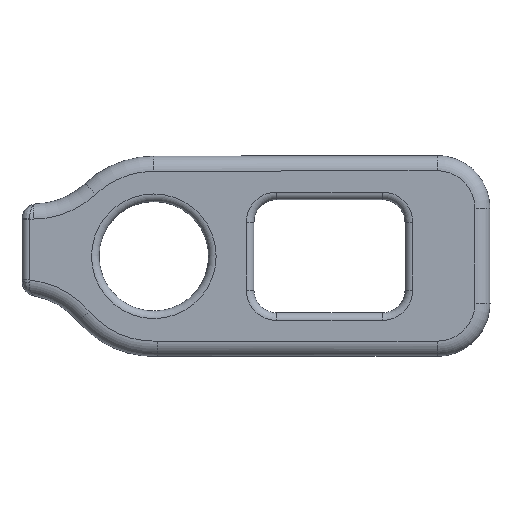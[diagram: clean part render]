
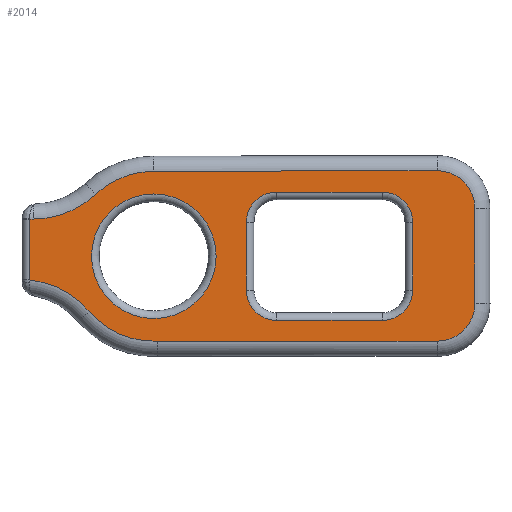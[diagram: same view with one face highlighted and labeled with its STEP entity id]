
A CAD part, top view. The second image highlights one B-rep face of the part: STEP entity #2014.
In plain terms, the highlighted planar face has unit normal (0, 0, 1).
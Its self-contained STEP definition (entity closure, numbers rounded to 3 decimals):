
#22=FACE_BOUND('',#594,.T.);
#23=FACE_BOUND('',#595,.T.);
#167=LINE('',#3400,#288);
#169=LINE('',#3410,#290);
#171=LINE('',#3422,#292);
#172=LINE('',#3429,#293);
#175=LINE('',#3437,#296);
#176=LINE('',#3443,#297);
#177=LINE('',#3447,#298);
#178=LINE('',#3451,#299);
#179=LINE('',#3456,#300);
#288=VECTOR('',#2602,10.);
#290=VECTOR('',#2614,10.);
#292=VECTOR('',#2628,10.);
#293=VECTOR('',#2639,10.);
#296=VECTOR('',#2648,10.);
#297=VECTOR('',#2653,10.);
#298=VECTOR('',#2656,10.);
#299=VECTOR('',#2659,10.);
#300=VECTOR('',#2664,10.);
#367=PLANE('',#2216);
#464=FACE_OUTER_BOUND('',#593,.T.);
#593=EDGE_LOOP('',(#1542,#1543,#1544,#1545,#1546,#1547,#1548,#1549,#1550,
#1551,#1552));
#594=EDGE_LOOP('',(#1553));
#595=EDGE_LOOP('',(#1554,#1555,#1556,#1557,#1558,#1559,#1560,#1561));
#736=CIRCLE('',#2194,4.);
#740=CIRCLE('',#2200,4.);
#744=CIRCLE('',#2206,4.);
#748=CIRCLE('',#2212,4.);
#749=CIRCLE('',#2217,12.);
#750=CIRCLE('',#2218,11.25);
#751=CIRCLE('',#2219,5.);
#752=CIRCLE('',#2220,5.);
#753=CIRCLE('',#2221,11.25);
#754=CIRCLE('',#2222,12.);
#755=CIRCLE('',#2223,8.25);
#905=VERTEX_POINT('',#3392);
#906=VERTEX_POINT('',#3394);
#907=VERTEX_POINT('',#3398);
#908=VERTEX_POINT('',#3402);
#909=VERTEX_POINT('',#3406);
#911=VERTEX_POINT('',#3412);
#913=VERTEX_POINT('',#3418);
#915=VERTEX_POINT('',#3424);
#916=VERTEX_POINT('',#3435);
#917=VERTEX_POINT('',#3436);
#918=VERTEX_POINT('',#3438);
#919=VERTEX_POINT('',#3440);
#920=VERTEX_POINT('',#3442);
#921=VERTEX_POINT('',#3444);
#922=VERTEX_POINT('',#3446);
#923=VERTEX_POINT('',#3448);
#924=VERTEX_POINT('',#3450);
#925=VERTEX_POINT('',#3452);
#926=VERTEX_POINT('',#3454);
#927=VERTEX_POINT('',#3457);
#1128=EDGE_CURVE('',#905,#906,#736,.T.);
#1131=EDGE_CURVE('',#906,#907,#167,.T.);
#1133=EDGE_CURVE('',#907,#908,#740,.T.);
#1136=EDGE_CURVE('',#908,#909,#169,.T.);
#1139=EDGE_CURVE('',#909,#911,#744,.T.);
#1142=EDGE_CURVE('',#911,#913,#171,.T.);
#1145=EDGE_CURVE('',#913,#915,#748,.T.);
#1146=EDGE_CURVE('',#915,#905,#172,.T.);
#1149=EDGE_CURVE('',#916,#917,#175,.T.);
#1150=EDGE_CURVE('',#918,#916,#749,.T.);
#1151=EDGE_CURVE('',#919,#918,#750,.T.);
#1152=EDGE_CURVE('',#920,#919,#176,.T.);
#1153=EDGE_CURVE('',#921,#920,#751,.T.);
#1154=EDGE_CURVE('',#922,#921,#177,.T.);
#1155=EDGE_CURVE('',#923,#922,#752,.T.);
#1156=EDGE_CURVE('',#924,#923,#178,.T.);
#1157=EDGE_CURVE('',#925,#924,#753,.T.);
#1158=EDGE_CURVE('',#926,#925,#754,.T.);
#1159=EDGE_CURVE('',#917,#926,#179,.T.);
#1160=EDGE_CURVE('',#927,#927,#755,.T.);
#1542=ORIENTED_EDGE('',*,*,#1149,.F.);
#1543=ORIENTED_EDGE('',*,*,#1150,.F.);
#1544=ORIENTED_EDGE('',*,*,#1151,.F.);
#1545=ORIENTED_EDGE('',*,*,#1152,.F.);
#1546=ORIENTED_EDGE('',*,*,#1153,.F.);
#1547=ORIENTED_EDGE('',*,*,#1154,.F.);
#1548=ORIENTED_EDGE('',*,*,#1155,.F.);
#1549=ORIENTED_EDGE('',*,*,#1156,.F.);
#1550=ORIENTED_EDGE('',*,*,#1157,.F.);
#1551=ORIENTED_EDGE('',*,*,#1158,.F.);
#1552=ORIENTED_EDGE('',*,*,#1159,.F.);
#1553=ORIENTED_EDGE('',*,*,#1160,.F.);
#1554=ORIENTED_EDGE('',*,*,#1128,.F.);
#1555=ORIENTED_EDGE('',*,*,#1146,.F.);
#1556=ORIENTED_EDGE('',*,*,#1145,.F.);
#1557=ORIENTED_EDGE('',*,*,#1142,.F.);
#1558=ORIENTED_EDGE('',*,*,#1139,.F.);
#1559=ORIENTED_EDGE('',*,*,#1136,.F.);
#1560=ORIENTED_EDGE('',*,*,#1133,.F.);
#1561=ORIENTED_EDGE('',*,*,#1131,.F.);
#2014=ADVANCED_FACE('',(#464,#22,#23),#367,.T.);
#2194=AXIS2_PLACEMENT_3D('',#3395,#2594,#2595);
#2200=AXIS2_PLACEMENT_3D('',#3404,#2607,#2608);
#2206=AXIS2_PLACEMENT_3D('',#3416,#2621,#2622);
#2212=AXIS2_PLACEMENT_3D('',#3427,#2635,#2636);
#2216=AXIS2_PLACEMENT_3D('',#3434,#2646,#2647);
#2217=AXIS2_PLACEMENT_3D('',#3439,#2649,#2650);
#2218=AXIS2_PLACEMENT_3D('',#3441,#2651,#2652);
#2219=AXIS2_PLACEMENT_3D('',#3445,#2654,#2655);
#2220=AXIS2_PLACEMENT_3D('',#3449,#2657,#2658);
#2221=AXIS2_PLACEMENT_3D('',#3453,#2660,#2661);
#2222=AXIS2_PLACEMENT_3D('',#3455,#2662,#2663);
#2223=AXIS2_PLACEMENT_3D('',#3458,#2665,#2666);
#2594=DIRECTION('center_axis',(0.,0.,1.));
#2595=DIRECTION('ref_axis',(0.707,0.707,0.));
#2602=DIRECTION('',(-1.,0.,0.));
#2607=DIRECTION('center_axis',(0.,0.,1.));
#2608=DIRECTION('ref_axis',(-0.707,0.707,0.));
#2614=DIRECTION('',(0.,-1.,0.));
#2621=DIRECTION('center_axis',(0.,0.,1.));
#2622=DIRECTION('ref_axis',(-0.707,-0.707,0.));
#2628=DIRECTION('',(1.,0.,0.));
#2635=DIRECTION('center_axis',(0.,0.,1.));
#2636=DIRECTION('ref_axis',(0.707,-0.707,0.));
#2639=DIRECTION('',(0.,1.,0.));
#2646=DIRECTION('center_axis',(0.,0.,1.));
#2647=DIRECTION('ref_axis',(1.,0.,0.));
#2648=DIRECTION('',(0.,1.,0.));
#2649=DIRECTION('center_axis',(0.,0.,1.));
#2650=DIRECTION('ref_axis',(0.431,0.902,0.));
#2651=DIRECTION('center_axis',(0.,0.,-1.));
#2652=DIRECTION('ref_axis',(-0.402,-0.915,0.));
#2653=DIRECTION('',(-1.,0.,0.));
#2654=DIRECTION('center_axis',(0.,0.,-1.));
#2655=DIRECTION('ref_axis',(0.707,-0.707,0.));
#2656=DIRECTION('',(0.,-1.,0.));
#2657=DIRECTION('center_axis',(0.,0.,-1.));
#2658=DIRECTION('ref_axis',(0.706,0.708,0.));
#2659=DIRECTION('',(1.,0.002,0.));
#2660=DIRECTION('center_axis',(0.,0.,-1.));
#2661=DIRECTION('ref_axis',(-0.37,0.929,0.));
#2662=DIRECTION('center_axis',(0.,0.,1.));
#2663=DIRECTION('ref_axis',(0.369,-0.93,0.));
#2664=DIRECTION('',(1.,0.,0.));
#2665=DIRECTION('center_axis',(0.,0.,1.));
#2666=DIRECTION('ref_axis',(1.,0.,0.));
#3392=CARTESIAN_POINT('',(34.25,4.505,11.));
#3394=CARTESIAN_POINT('',(30.25,8.505,11.));
#3395=CARTESIAN_POINT('Origin',(30.25,4.505,11.));
#3398=CARTESIAN_POINT('',(16.25,8.505,11.));
#3400=CARTESIAN_POINT('',(13.387,8.505,11.));
#3402=CARTESIAN_POINT('',(12.25,4.505,11.));
#3404=CARTESIAN_POINT('Origin',(16.25,4.505,11.));
#3406=CARTESIAN_POINT('',(12.25,-4.495,11.));
#3410=CARTESIAN_POINT('',(12.25,-3.725,11.));
#3412=CARTESIAN_POINT('',(16.25,-8.495,11.));
#3416=CARTESIAN_POINT('Origin',(16.25,-4.495,11.));
#3418=CARTESIAN_POINT('',(30.25,-8.495,11.));
#3422=CARTESIAN_POINT('',(23.387,-8.495,11.));
#3424=CARTESIAN_POINT('',(34.25,-4.495,11.));
#3427=CARTESIAN_POINT('Origin',(30.25,-4.495,11.));
#3429=CARTESIAN_POINT('',(34.25,3.775,11.));
#3434=CARTESIAN_POINT('Origin',(13.523,0.046,11.));
#3435=CARTESIAN_POINT('',(-16.45,-3.135,11.));
#3436=CARTESIAN_POINT('',(-16.45,4.928,11.));
#3437=CARTESIAN_POINT('',(-16.45,3.487,11.));
#3438=CARTESIAN_POINT('',(-8.567,-7.291,11.));
#3439=CARTESIAN_POINT('Origin',(-17.706,-15.069,11.));
#3440=CARTESIAN_POINT('',(0.458,-11.241,11.));
#3441=CARTESIAN_POINT('Origin',(0.,0.,11.));
#3442=CARTESIAN_POINT('',(37.497,-11.241,11.));
#3443=CARTESIAN_POINT('',(7.01,-11.241,11.));
#3444=CARTESIAN_POINT('',(42.497,-6.241,11.));
#3445=CARTESIAN_POINT('Origin',(37.497,-6.241,11.));
#3446=CARTESIAN_POINT('',(42.497,6.328,11.));
#3447=CARTESIAN_POINT('',(42.497,-6.597,11.));
#3448=CARTESIAN_POINT('',(37.487,11.328,11.));
#3449=CARTESIAN_POINT('Origin',(37.497,6.328,11.));
#3450=CARTESIAN_POINT('',(-0.023,11.25,11.));
#3451=CARTESIAN_POINT('',(29.001,11.31,11.));
#3452=CARTESIAN_POINT('',(-7.712,8.191,11.));
#3453=CARTESIAN_POINT('Origin',(0.,0.,11.));
#3454=CARTESIAN_POINT('',(-15.938,4.928,11.));
#3455=CARTESIAN_POINT('Origin',(-15.938,16.928,11.));
#3456=CARTESIAN_POINT('',(1.114,4.928,11.));
#3457=CARTESIAN_POINT('',(8.25,0.,11.));
#3458=CARTESIAN_POINT('Origin',(0.,0.,11.));
